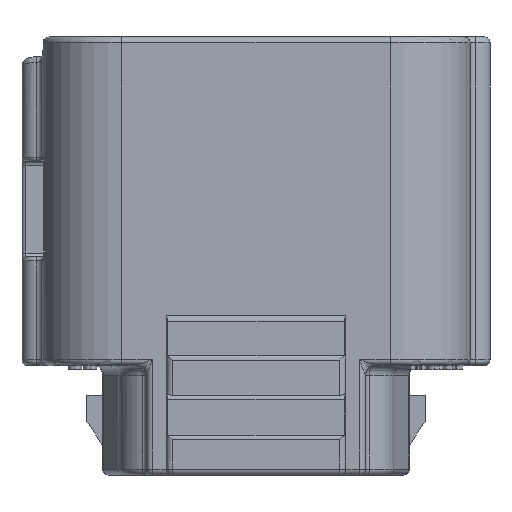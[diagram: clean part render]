
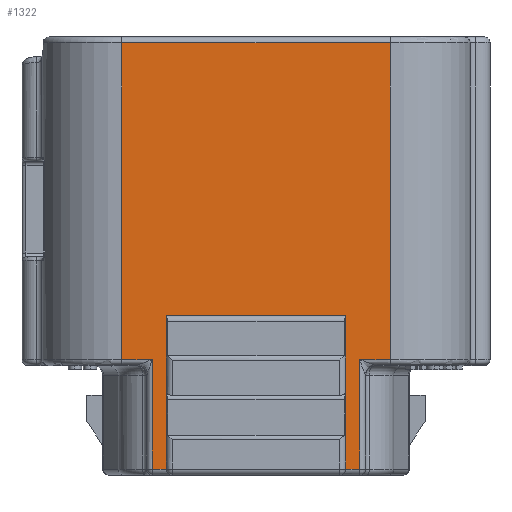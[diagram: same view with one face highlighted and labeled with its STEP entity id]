
A CAD part, front view. The second image highlights one B-rep face of the part: STEP entity #1322.
In plain terms, the highlighted planar face has unit normal (0, -1, 0).
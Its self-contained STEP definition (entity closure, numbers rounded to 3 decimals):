
#1016=PLANE('',#15336);
#1322=ADVANCED_FACE('',(#2468),#1016,.F.);
#2468=FACE_OUTER_BOUND('',#3312,.T.);
#3312=EDGE_LOOP('',(#6728,#6729,#6730,#6731,#6732,#6733,#6734,#6735,#6736,
#6737,#6738,#6739,#6740,#6741));
#4213=LINE('',#21128,#5185);
#4215=LINE('',#21142,#5187);
#4265=LINE('',#22064,#5237);
#4266=LINE('',#22067,#5238);
#4267=LINE('',#22069,#5239);
#4268=LINE('',#22071,#5240);
#4269=LINE('',#22073,#5241);
#4270=LINE('',#22075,#5242);
#4271=LINE('',#22077,#5243);
#4272=LINE('',#22079,#5244);
#4273=LINE('',#22081,#5245);
#4274=LINE('',#22083,#5246);
#4275=LINE('',#22085,#5247);
#4276=LINE('',#22086,#5248);
#5185=VECTOR('',#16972,1.);
#5187=VECTOR('',#16990,1.);
#5237=VECTOR('',#17176,1.);
#5238=VECTOR('',#17177,1.);
#5239=VECTOR('',#17178,1.);
#5240=VECTOR('',#17179,1.);
#5241=VECTOR('',#17180,1.);
#5242=VECTOR('',#17181,1.);
#5243=VECTOR('',#17182,1.);
#5244=VECTOR('',#17183,1.);
#5245=VECTOR('',#17184,1.);
#5246=VECTOR('',#17185,1.);
#5247=VECTOR('',#17186,1.);
#5248=VECTOR('',#17187,1.);
#6728=ORIENTED_EDGE('',*,*,#12639,.F.);
#6729=ORIENTED_EDGE('',*,*,#12640,.F.);
#6730=ORIENTED_EDGE('',*,*,#12641,.F.);
#6731=ORIENTED_EDGE('',*,*,#12642,.F.);
#6732=ORIENTED_EDGE('',*,*,#12643,.F.);
#6733=ORIENTED_EDGE('',*,*,#12644,.F.);
#6734=ORIENTED_EDGE('',*,*,#12645,.F.);
#6735=ORIENTED_EDGE('',*,*,#12646,.F.);
#6736=ORIENTED_EDGE('',*,*,#12647,.F.);
#6737=ORIENTED_EDGE('',*,*,#12648,.F.);
#6738=ORIENTED_EDGE('',*,*,#12649,.F.);
#6739=ORIENTED_EDGE('',*,*,#12383,.F.);
#6740=ORIENTED_EDGE('',*,*,#12390,.F.);
#6741=ORIENTED_EDGE('',*,*,#12650,.F.);
#10818=VERTEX_POINT('',#21032);
#10832=VERTEX_POINT('',#21129);
#10835=VERTEX_POINT('',#21141);
#11060=VERTEX_POINT('',#22065);
#11061=VERTEX_POINT('',#22066);
#11062=VERTEX_POINT('',#22068);
#11063=VERTEX_POINT('',#22070);
#11064=VERTEX_POINT('',#22072);
#11065=VERTEX_POINT('',#22074);
#11066=VERTEX_POINT('',#22076);
#11067=VERTEX_POINT('',#22078);
#11068=VERTEX_POINT('',#22080);
#11069=VERTEX_POINT('',#22082);
#11070=VERTEX_POINT('',#22084);
#12383=EDGE_CURVE('',#10818,#10832,#4213,.T.);
#12390=EDGE_CURVE('',#10835,#10818,#4215,.T.);
#12639=EDGE_CURVE('',#11060,#11061,#4265,.T.);
#12640=EDGE_CURVE('',#11062,#11060,#4266,.T.);
#12641=EDGE_CURVE('',#11063,#11062,#4267,.T.);
#12642=EDGE_CURVE('',#11064,#11063,#4268,.T.);
#12643=EDGE_CURVE('',#11065,#11064,#4269,.T.);
#12644=EDGE_CURVE('',#11066,#11065,#4270,.T.);
#12645=EDGE_CURVE('',#11067,#11066,#4271,.T.);
#12646=EDGE_CURVE('',#11068,#11067,#4272,.T.);
#12647=EDGE_CURVE('',#11069,#11068,#4273,.T.);
#12648=EDGE_CURVE('',#11070,#11069,#4274,.T.);
#12649=EDGE_CURVE('',#10832,#11070,#4275,.T.);
#12650=EDGE_CURVE('',#11061,#10835,#4276,.T.);
#15336=AXIS2_PLACEMENT_3D('',#22087,#17188,#17189);
#16972=DIRECTION('',(0.,0.,-1.));
#16990=DIRECTION('',(-1.,0.,0.));
#17176=DIRECTION('',(1.,0.,0.));
#17177=DIRECTION('',(0.,0.,1.));
#17178=DIRECTION('',(-1.,0.,0.));
#17179=DIRECTION('',(0.,0.,1.));
#17180=DIRECTION('',(-1.,0.,0.));
#17181=DIRECTION('',(0.,0.,-1.));
#17182=DIRECTION('',(0.,0.,-1.));
#17183=DIRECTION('',(-1.,0.,0.));
#17184=DIRECTION('',(0.,0.,1.));
#17185=DIRECTION('',(0.,0.,1.));
#17186=DIRECTION('',(-1.,0.,0.));
#17187=DIRECTION('',(0.,0.,-1.));
#17188=DIRECTION('',(0.,1.,0.));
#17189=DIRECTION('',(0.,0.,-1.));
#21032=CARTESIAN_POINT('',(5.2,-7.65,-4.2));
#21128=CARTESIAN_POINT('',(5.2,-7.65,-6.95));
#21129=CARTESIAN_POINT('',(5.2,-7.65,-9.7));
#21141=CARTESIAN_POINT('',(6.75,-7.65,-4.2));
#21142=CARTESIAN_POINT('',(5.975,-7.65,-4.2));
#22064=CARTESIAN_POINT('',(0.,-7.65,11.7));
#22065=CARTESIAN_POINT('',(-6.75,-7.65,11.7));
#22066=CARTESIAN_POINT('',(6.75,-7.65,11.7));
#22067=CARTESIAN_POINT('',(-6.75,-7.65,0.));
#22068=CARTESIAN_POINT('',(-6.75,-7.65,-4.2));
#22069=CARTESIAN_POINT('',(0.,-7.65,-4.2));
#22070=CARTESIAN_POINT('',(-5.2,-7.65,-4.2));
#22071=CARTESIAN_POINT('',(-5.2,-7.65,0.));
#22072=CARTESIAN_POINT('',(-5.2,-7.65,-9.7));
#22073=CARTESIAN_POINT('',(0.,-7.65,-9.7));
#22074=CARTESIAN_POINT('',(-4.5,-7.65,-9.7));
#22075=CARTESIAN_POINT('',(-4.5,-7.65,0.));
#22076=CARTESIAN_POINT('',(-4.5,-7.65,-5.941));
#22077=CARTESIAN_POINT('',(-4.5,-7.65,0.));
#22078=CARTESIAN_POINT('',(-4.5,-7.65,-2.));
#22079=CARTESIAN_POINT('',(0.,-7.65,-2.));
#22080=CARTESIAN_POINT('',(4.5,-7.65,-2.));
#22081=CARTESIAN_POINT('',(4.5,-7.65,0.));
#22082=CARTESIAN_POINT('',(4.5,-7.65,-5.941));
#22083=CARTESIAN_POINT('',(4.5,-7.65,0.));
#22084=CARTESIAN_POINT('',(4.5,-7.65,-9.7));
#22085=CARTESIAN_POINT('',(0.,-7.65,-9.7));
#22086=CARTESIAN_POINT('',(6.75,-7.65,0.));
#22087=CARTESIAN_POINT('',(0.,-7.65,0.));
